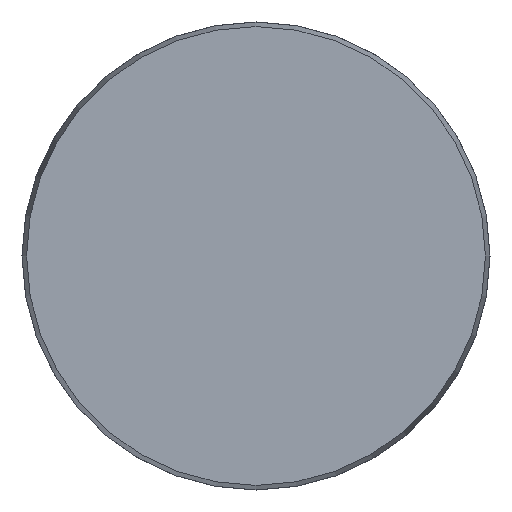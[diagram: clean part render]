
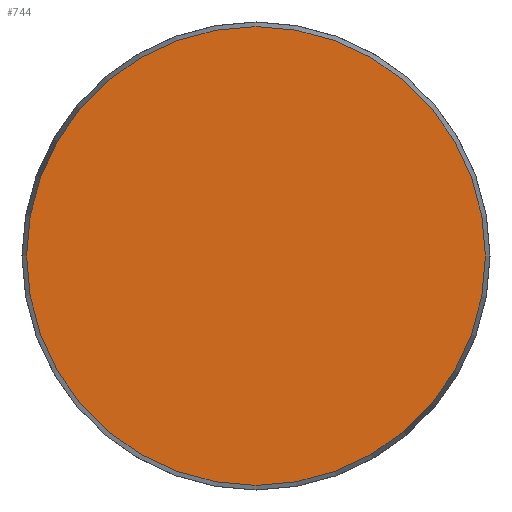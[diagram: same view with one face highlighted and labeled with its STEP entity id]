
A CAD part, front view. The second image highlights one B-rep face of the part: STEP entity #744.
In plain terms, the highlighted planar face has unit normal (0, -1, 0).
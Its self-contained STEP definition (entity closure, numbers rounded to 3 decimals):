
#95 = CARTESIAN_POINT ( 'NONE',  ( 0., 0., -28.425 ) ) ;
#111 = PLANE ( 'NONE',  #162 ) ;
#162 = AXIS2_PLACEMENT_3D ( 'NONE', #337, #344, #350 ) ;
#182 = EDGE_LOOP ( 'NONE', ( #500 ) ) ;
#337 = CARTESIAN_POINT ( 'NONE',  ( -28.425, 0., 0. ) ) ;
#344 = DIRECTION ( 'NONE',  ( 0., 1., 0. ) ) ;
#350 = DIRECTION ( 'NONE',  ( 0., 0., 1. ) ) ;
#381 = EDGE_CURVE ( 'NONE', #626, #626, #481, .T. ) ;
#481 = CIRCLE ( 'NONE', #644, 28.425 ) ;
#488 = FACE_OUTER_BOUND ( 'NONE', #182, .T. ) ;
#500 = ORIENTED_EDGE ( 'NONE', *, *, #381, .T. ) ;
#520 = DIRECTION ( 'NONE',  ( 0., -1., 0. ) ) ;
#524 = DIRECTION ( 'NONE',  ( 0., 0., -1. ) ) ;
#626 = VERTEX_POINT ( 'NONE', #95 ) ;
#638 = CARTESIAN_POINT ( 'NONE',  ( 0., 0., 0. ) ) ;
#644 = AXIS2_PLACEMENT_3D ( 'NONE', #638, #520, #524 ) ;
#744 = ADVANCED_FACE ( 'NONE', ( #488 ), #111, .F. ) ;
